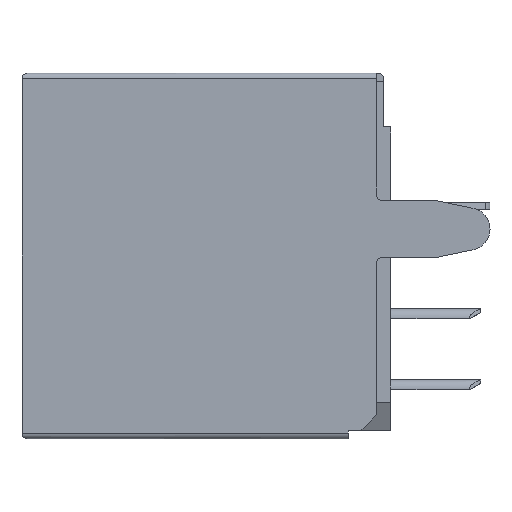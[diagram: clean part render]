
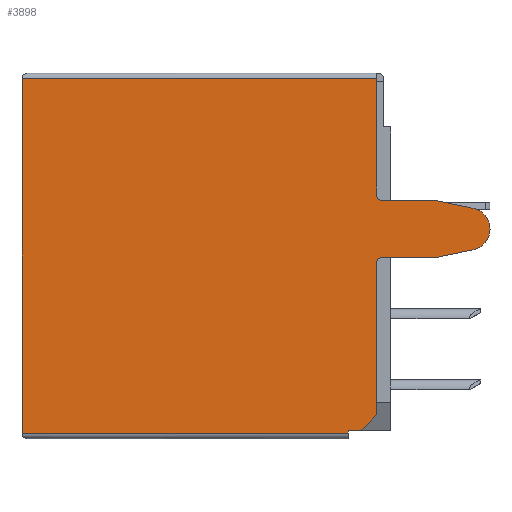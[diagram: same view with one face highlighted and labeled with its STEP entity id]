
A CAD part, left-side view. The second image highlights one B-rep face of the part: STEP entity #3898.
In plain terms, the highlighted planar face has unit normal (-1, 0, 0).
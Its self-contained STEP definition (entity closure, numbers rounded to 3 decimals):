
#243 = DIRECTION ( 'NONE',  ( 0., -1., 0. ) ) ;
#245 = DIRECTION ( 'NONE',  ( -1., 0., 0. ) ) ;
#250 = CARTESIAN_POINT ( 'NONE',  ( -7., 12.75, -12.9 ) ) ;
#251 = PLANE ( 'NONE',  #4314 ) ;
#911 = DIRECTION ( 'NONE',  ( 0., 1., 0. ) ) ;
#914 = DIRECTION ( 'NONE',  ( 1., 0., 0. ) ) ;
#916 = CARTESIAN_POINT ( 'NONE',  ( -7., 0.05, -4.3 ) ) ;
#919 = DIRECTION ( 'NONE',  ( 0., 0.98, -0.2 ) ) ;
#923 = CARTESIAN_POINT ( 'NONE',  ( -7., -1.85, -6.5 ) ) ;
#1366 = EDGE_LOOP ( 'NONE', ( #6318, #4910, #6084, #6082, #6080, #6180, #6214, #6212, #6454, #6432, #6430, #6210, #6208, #6801, #6428, #6426 ) ) ;
#1861 = VERTEX_POINT ( 'NONE', #3125 ) ;
#1863 = VERTEX_POINT ( 'NONE', #3123 ) ;
#1864 = VERTEX_POINT ( 'NONE', #3122 ) ;
#1865 = VERTEX_POINT ( 'NONE', #3121 ) ;
#1866 = VERTEX_POINT ( 'NONE', #3120 ) ;
#1868 = VERTEX_POINT ( 'NONE', #3118 ) ;
#1869 = VERTEX_POINT ( 'NONE', #3117 ) ;
#1871 = VERTEX_POINT ( 'NONE', #3115 ) ;
#1874 = VERTEX_POINT ( 'NONE', #3112 ) ;
#1876 = VERTEX_POINT ( 'NONE', #3110 ) ;
#1884 = VERTEX_POINT ( 'NONE', #3691 ) ;
#1898 = VERTEX_POINT ( 'NONE', #3646 ) ;
#1954 = VERTEX_POINT ( 'NONE', #3498 ) ;
#1955 = VERTEX_POINT ( 'NONE', #3476 ) ;
#2026 = VERTEX_POINT ( 'NONE', #3676 ) ;
#2027 = VERTEX_POINT ( 'NONE', #3675 ) ;
#2369 = DIRECTION ( 'NONE',  ( 0., -1., 0. ) ) ;
#2370 = CARTESIAN_POINT ( 'NONE',  ( -7., 0.05, -6.5 ) ) ;
#2389 = DIRECTION ( 'NONE',  ( 0., 1., 0. ) ) ;
#2391 = CARTESIAN_POINT ( 'NONE',  ( -7., 1.25, -12.6 ) ) ;
#2448 = DIRECTION ( 'NONE',  ( 0., 1., 0. ) ) ;
#2451 = CARTESIAN_POINT ( 'NONE',  ( -7., 12.75, -0.2 ) ) ;
#2791 = DIRECTION ( 'NONE',  ( 0., 1., 0. ) ) ;
#2792 = DIRECTION ( 'NONE',  ( 1., 0., 0. ) ) ;
#2793 = CARTESIAN_POINT ( 'NONE',  ( -7., 0.05, -6.7 ) ) ;
#2917 = DIRECTION ( 'NONE',  ( 0., -1., 0. ) ) ;
#2925 = CARTESIAN_POINT ( 'NONE',  ( -7., 1.25, -12.7 ) ) ;
#2950 = DIRECTION ( 'NONE',  ( 0., 1., 0. ) ) ;
#2951 = CARTESIAN_POINT ( 'NONE',  ( -7., 0., -4.5 ) ) ;
#2960 = DIRECTION ( 'NONE',  ( 0., 0., -1. ) ) ;
#2969 = CARTESIAN_POINT ( 'NONE',  ( -7., 1.25, -12.6 ) ) ;
#2988 = DIRECTION ( 'NONE',  ( 0., 1., 0. ) ) ;
#2989 = DIRECTION ( 'NONE',  ( 1., 0., 0. ) ) ;
#2990 = CARTESIAN_POINT ( 'NONE',  ( -7., -3., -5.5 ) ) ;
#2991 = DIRECTION ( 'NONE',  ( 0., -0.707, 0.707 ) ) ;
#2993 = CARTESIAN_POINT ( 'NONE',  ( -7., 0.8, -12.6 ) ) ;
#3010 = DIRECTION ( 'NONE',  ( 0., 0., 1. ) ) ;
#3024 = CARTESIAN_POINT ( 'NONE',  ( -7., 0.25, -12.05 ) ) ;
#3044 = CARTESIAN_POINT ( 'NONE',  ( -7., 0.25, -0.3 ) ) ;
#3053 = DIRECTION ( 'NONE',  ( 0., 0., 1. ) ) ;
#3054 = DIRECTION ( 'NONE',  ( 0., 0., 1. ) ) ;
#3057 = CARTESIAN_POINT ( 'NONE',  ( -7., 12.75, -12.9 ) ) ;
#3081 = DIRECTION ( 'NONE',  ( 0., -0.98, -0.2 ) ) ;
#3083 = CARTESIAN_POINT ( 'NONE',  ( -7., -1.85, -4.5 ) ) ;
#3110 = CARTESIAN_POINT ( 'NONE',  ( -7., -3.15, -4.765 ) ) ;
#3112 = CARTESIAN_POINT ( 'NONE',  ( -7., 0.8, -12.6 ) ) ;
#3115 = CARTESIAN_POINT ( 'NONE',  ( -7., 12.75, -0.2 ) ) ;
#3117 = CARTESIAN_POINT ( 'NONE',  ( -7., 0.25, -12.05 ) ) ;
#3118 = CARTESIAN_POINT ( 'NONE',  ( -7., 1.25, -12.7 ) ) ;
#3120 = CARTESIAN_POINT ( 'NONE',  ( -7., 0.25, -6.7 ) ) ;
#3121 = CARTESIAN_POINT ( 'NONE',  ( -7., 0.05, -6.5 ) ) ;
#3122 = CARTESIAN_POINT ( 'NONE',  ( -7., -1.85, -6.5 ) ) ;
#3123 = CARTESIAN_POINT ( 'NONE',  ( -7., -1.85, -4.5 ) ) ;
#3125 = CARTESIAN_POINT ( 'NONE',  ( -7., 0.05, -4.5 ) ) ;
#3476 = CARTESIAN_POINT ( 'NONE',  ( -7., 0.25, -4.3 ) ) ;
#3498 = CARTESIAN_POINT ( 'NONE',  ( -7., 0.25, -0.2 ) ) ;
#3646 = CARTESIAN_POINT ( 'NONE',  ( -7., 1.25, -12.6 ) ) ;
#3675 = CARTESIAN_POINT ( 'NONE',  ( -7., -3.75, -5.5 ) ) ;
#3676 = CARTESIAN_POINT ( 'NONE',  ( -7., -3.15, -6.235 ) ) ;
#3691 = CARTESIAN_POINT ( 'NONE',  ( -7., 12.75, -12.7 ) ) ;
#3898 = ADVANCED_FACE ( 'NONE', ( #4721 ), #251, .T. ) ;
#4027 = AXIS2_PLACEMENT_3D ( 'NONE', #916, #914, #911 ) ;
#4047 = AXIS2_PLACEMENT_3D ( 'NONE', #2793, #2792, #2791 ) ;
#4065 = AXIS2_PLACEMENT_3D ( 'NONE', #2990, #2989, #2988 ) ;
#4111 = AXIS2_PLACEMENT_3D ( 'NONE', #5281, #5278, #5277 ) ;
#4314 = AXIS2_PLACEMENT_3D ( 'NONE', #250, #245, #243 ) ;
#4721 = FACE_OUTER_BOUND ( 'NONE', #1366, .T. ) ;
#4910 = ORIENTED_EDGE ( 'NONE', *, *, #9235, .T. ) ;
#5277 = DIRECTION ( 'NONE',  ( 0., 1., 0. ) ) ;
#5278 = DIRECTION ( 'NONE',  ( 1., 0., 0. ) ) ;
#5281 = CARTESIAN_POINT ( 'NONE',  ( -7., -3., -5.5 ) ) ;
#5370 = EDGE_CURVE ( 'NONE', #2027, #2026, #6195, .T. ) ;
#5648 = EDGE_CURVE ( 'NONE', #1955, #1954, #6601, .T. ) ;
#6080 = ORIENTED_EDGE ( 'NONE', *, *, #9213, .T. ) ;
#6082 = ORIENTED_EDGE ( 'NONE', *, *, #9406, .F. ) ;
#6084 = ORIENTED_EDGE ( 'NONE', *, *, #9221, .F. ) ;
#6180 = ORIENTED_EDGE ( 'NONE', *, *, #9206, .T. ) ;
#6195 = CIRCLE ( 'NONE', #4111, 0.75 ) ;
#6208 = ORIENTED_EDGE ( 'NONE', *, *, #9229, .T. ) ;
#6210 = ORIENTED_EDGE ( 'NONE', *, *, #9185, .F. ) ;
#6212 = ORIENTED_EDGE ( 'NONE', *, *, #9412, .T. ) ;
#6214 = ORIENTED_EDGE ( 'NONE', *, *, #9272, .T. ) ;
#6318 = ORIENTED_EDGE ( 'NONE', *, *, #9193, .F. ) ;
#6426 = ORIENTED_EDGE ( 'NONE', *, *, #9389, .T. ) ;
#6428 = ORIENTED_EDGE ( 'NONE', *, *, #5648, .T. ) ;
#6430 = ORIENTED_EDGE ( 'NONE', *, *, #9214, .F. ) ;
#6432 = ORIENTED_EDGE ( 'NONE', *, *, #5370, .F. ) ;
#6454 = ORIENTED_EDGE ( 'NONE', *, *, #9449, .F. ) ;
#6601 = LINE ( 'NONE', #3044, #6607 ) ;
#6607 = VECTOR ( 'NONE', #3053, 1000. ) ;
#6801 = ORIENTED_EDGE ( 'NONE', *, *, #9450, .T. ) ;
#6898 = LINE ( 'NONE', #3083, #6901 ) ;
#6901 = VECTOR ( 'NONE', #3081, 1000. ) ;
#6911 = LINE ( 'NONE', #3057, #6914 ) ;
#6914 = VECTOR ( 'NONE', #3054, 1000. ) ;
#6926 = LINE ( 'NONE', #3024, #6936 ) ;
#6936 = VECTOR ( 'NONE', #3010, 1000. ) ;
#6946 = LINE ( 'NONE', #2993, #6949 ) ;
#6948 = CIRCLE ( 'NONE', #4065, 0.75 ) ;
#6949 = VECTOR ( 'NONE', #2991, 1000. ) ;
#6954 = LINE ( 'NONE', #2969, #6960 ) ;
#6960 = VECTOR ( 'NONE', #2960, 1000. ) ;
#6963 = LINE ( 'NONE', #2925, #6985 ) ;
#6972 = LINE ( 'NONE', #2951, #6974 ) ;
#6974 = VECTOR ( 'NONE', #2950, 1000. ) ;
#6985 = VECTOR ( 'NONE', #2917, 1000. ) ;
#7046 = CIRCLE ( 'NONE', #4047, 0.2 ) ;
#7263 = LINE ( 'NONE', #2451, #7266 ) ;
#7266 = VECTOR ( 'NONE', #2448, 1000. ) ;
#7295 = LINE ( 'NONE', #2391, #7298 ) ;
#7298 = VECTOR ( 'NONE', #2389, 1000. ) ;
#7306 = LINE ( 'NONE', #2370, #7309 ) ;
#7309 = VECTOR ( 'NONE', #2369, 1000. ) ;
#7376 = LINE ( 'NONE', #923, #7379 ) ;
#7378 = CIRCLE ( 'NONE', #4027, 0.2 ) ;
#7379 = VECTOR ( 'NONE', #919, 1000. ) ;
#9185 = EDGE_CURVE ( 'NONE', #1863, #1876, #6898, .T. ) ;
#9193 = EDGE_CURVE ( 'NONE', #1884, #1871, #6911, .T. ) ;
#9206 = EDGE_CURVE ( 'NONE', #1869, #1866, #6926, .T. ) ;
#9213 = EDGE_CURVE ( 'NONE', #1874, #1869, #6946, .T. ) ;
#9214 = EDGE_CURVE ( 'NONE', #1876, #2027, #6948, .T. ) ;
#9221 = EDGE_CURVE ( 'NONE', #1898, #1868, #6954, .T. ) ;
#9229 = EDGE_CURVE ( 'NONE', #1863, #1861, #6972, .T. ) ;
#9235 = EDGE_CURVE ( 'NONE', #1884, #1868, #6963, .T. ) ;
#9272 = EDGE_CURVE ( 'NONE', #1866, #1865, #7046, .T. ) ;
#9389 = EDGE_CURVE ( 'NONE', #1954, #1871, #7263, .T. ) ;
#9406 = EDGE_CURVE ( 'NONE', #1874, #1898, #7295, .T. ) ;
#9412 = EDGE_CURVE ( 'NONE', #1865, #1864, #7306, .T. ) ;
#9449 = EDGE_CURVE ( 'NONE', #2026, #1864, #7376, .T. ) ;
#9450 = EDGE_CURVE ( 'NONE', #1861, #1955, #7378, .T. ) ;
